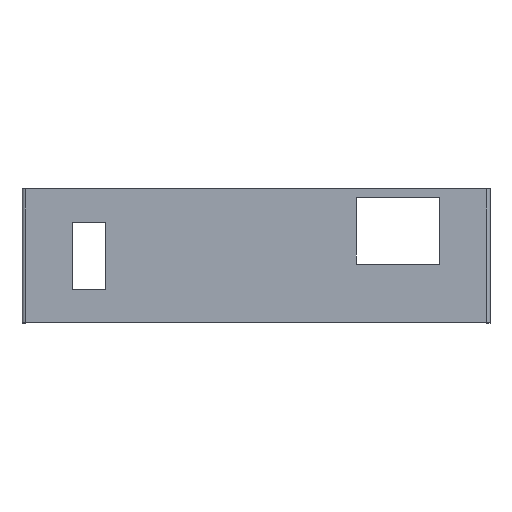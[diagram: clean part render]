
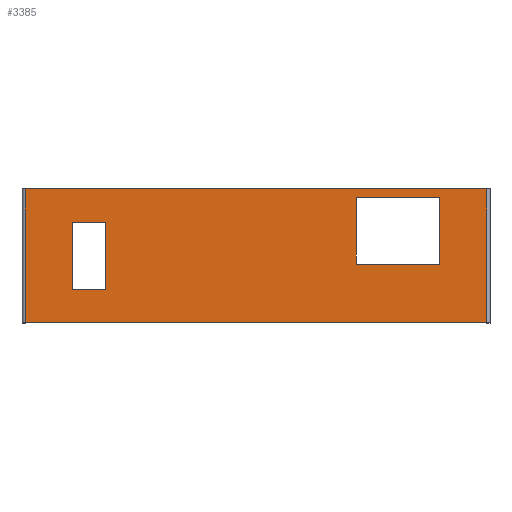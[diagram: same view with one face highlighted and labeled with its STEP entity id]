
A CAD part, top view. The second image highlights one B-rep face of the part: STEP entity #3385.
In plain terms, the highlighted planar face has unit normal (0, 0, 1).
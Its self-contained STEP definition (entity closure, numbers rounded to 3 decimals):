
#1215=CARTESIAN_POINT('POINT86',(-80.,75.,170.));
#1216=VERTEX_POINT('VERTEX86',#1215);
#1225=CARTESIAN_POINT('POINT88',(-80.,35.,170.));
#1226=VERTEX_POINT('VERTEX88',#1225);
#1227=CARTESIAN_POINT('POS154',(-80.,75.,170.));
#1228=DIRECTION('DIR207',(0.,-1.,0.));
#1229=VECTOR('VEC101',#1228,1.);
#1230=LINE('STRAIGHT101',#1227,#1229);
#1231=EDGE_CURVE('EDGE117',#1216,#1226,#1230,.T.);
#1256=CARTESIAN_POINT('POINT90',(-30.,35.,170.));
#1257=VERTEX_POINT('VERTEX90',#1256);
#1258=CARTESIAN_POINT('POS158',(-80.,35.,170.));
#1259=DIRECTION('DIR212',(1.,0.,0.));
#1260=VECTOR('VEC104',#1259,1.);
#1261=LINE('STRAIGHT104',#1258,#1260);
#1262=EDGE_CURVE('EDGE120',#1226,#1257,#1261,.T.);
#1302=CARTESIAN_POINT('POINT94',(-30.,75.,170.));
#1303=VERTEX_POINT('VERTEX94',#1302);
#1319=CARTESIAN_POINT('POS166',(-30.,35.,170.));
#1320=DIRECTION('DIR221',(0.,1.,0.));
#1321=VECTOR('VEC111',#1320,1.);
#1322=LINE('STRAIGHT111',#1319,#1321);
#1323=EDGE_CURVE('EDGE127',#1257,#1303,#1322,.T.);
#1341=CARTESIAN_POINT('POS169',(-30.,75.,170.));
#1342=DIRECTION('DIR225',(-1.,0.,0.));
#1343=VECTOR('VEC113',#1342,1.);
#1344=LINE('STRAIGHT113',#1341,#1343);
#1345=EDGE_CURVE('EDGE129',#1303,#1216,#1344,.T.);
#1362=CARTESIAN_POINT('POINT96',(-250.,60.,170.));
#1363=VERTEX_POINT('VERTEX96',#1362);
#1372=CARTESIAN_POINT('POINT98',(-250.,20.,170.));
#1373=VERTEX_POINT('VERTEX98',#1372);
#1374=CARTESIAN_POINT('POS173',(-250.,60.,170.));
#1375=DIRECTION('DIR230',(0.,-1.,0.));
#1376=VECTOR('VEC116',#1375,1.);
#1377=LINE('STRAIGHT116',#1374,#1376);
#1378=EDGE_CURVE('EDGE132',#1363,#1373,#1377,.T.);
#1403=CARTESIAN_POINT('POINT100',(-230.,20.,170.));
#1404=VERTEX_POINT('VERTEX100',#1403);
#1405=CARTESIAN_POINT('POS177',(-250.,20.,170.));
#1406=DIRECTION('DIR235',(1.,0.,0.));
#1407=VECTOR('VEC119',#1406,1.);
#1408=LINE('STRAIGHT119',#1405,#1407);
#1409=EDGE_CURVE('EDGE135',#1373,#1404,#1408,.T.);
#1434=CARTESIAN_POINT('POINT102',(-230.,60.,170.));
#1435=VERTEX_POINT('VERTEX102',#1434);
#1436=CARTESIAN_POINT('POS181',(-230.,20.,170.));
#1437=DIRECTION('DIR240',(0.,1.,0.));
#1438=VECTOR('VEC122',#1437,1.);
#1439=LINE('STRAIGHT122',#1436,#1438);
#1440=EDGE_CURVE('EDGE138',#1404,#1435,#1439,.T.);
#1465=CARTESIAN_POINT('POS185',(-230.,60.,170.));
#1466=DIRECTION('DIR245',(-1.,0.,0.));
#1467=VECTOR('VEC125',#1466,1.);
#1468=LINE('STRAIGHT125',#1465,#1467);
#1469=EDGE_CURVE('EDGE141',#1435,#1363,#1468,.T.);
#2562=CARTESIAN_POINT('POINT179',(-278.,80.,170.));
#2563=VERTEX_POINT('VERTEX179',#2562);
#2571=CARTESIAN_POINT('POINT180',(-2.,80.,170.));
#2572=VERTEX_POINT('VERTEX180',#2571);
#2573=CARTESIAN_POINT('POS326',(-278.,80.,170.));
#2574=DIRECTION('DIR426',(1.,0.,0.));
#2575=VECTOR('VEC226',#2574,1.);
#2576=LINE('STRAIGHT226',#2573,#2575);
#2577=EDGE_CURVE('EDGE251',#2563,#2572,#2576,.T.);
#3327=CARTESIAN_POINT('POINT205',(-278.,0.,170.));
#3328=VERTEX_POINT('VERTEX205',#3327);
#3336=CARTESIAN_POINT('POS404',(-278.,0.,170.));
#3337=DIRECTION('DIR529',(0.,1.,0.));
#3338=VECTOR('VEC279',#3337,1.);
#3339=LINE('STRAIGHT279',#3336,#3338);
#3340=EDGE_CURVE('EDGE306',#3328,#2563,#3339,.T.);
#3350=CARTESIAN_POINT('POINT206',(-2.,0.,170.));
#3351=VERTEX_POINT('VERTEX206',#3350);
#3352=CARTESIAN_POINT('POS406',(-2.,0.,170.));
#3353=DIRECTION('DIR532',(0.,1.,0.));
#3354=VECTOR('VEC280',#3353,1.);
#3355=LINE('STRAIGHT280',#3352,#3354);
#3356=EDGE_CURVE('EDGE307',#3351,#2572,#3355,.T.);
#3357=ORIENTED_EDGE('COEDGE547',*,*,#3356,.T.);
#3358=ORIENTED_EDGE('COEDGE548',*,*,#2577,.F.);
#3359=ORIENTED_EDGE('COEDGE549',*,*,#3340,.F.);
#3360=CARTESIAN_POINT('POS407',(-278.,0.,170.));
#3361=DIRECTION('DIR533',(1.,0.,0.));
#3362=VECTOR('VEC281',#3361,1.);
#3363=LINE('STRAIGHT281',#3360,#3362);
#3364=EDGE_CURVE('EDGE308',#3328,#3351,#3363,.T.);
#3365=ORIENTED_EDGE('COEDGE550',*,*,#3364,.T.);
#3366=EDGE_LOOP('NONE',(#3357,#3358,#3359,#3365));
#3367=FACE_BOUND('LOOP1',#3366,.T.);
#3368=ORIENTED_EDGE('COEDGE551',*,*,#1469,.F.);
#3369=ORIENTED_EDGE('COEDGE552',*,*,#1440,.F.);
#3370=ORIENTED_EDGE('COEDGE553',*,*,#1409,.F.);
#3371=ORIENTED_EDGE('COEDGE554',*,*,#1378,.F.);
#3372=EDGE_LOOP('NONE',(#3368,#3369,#3370,#3371));
#3373=FACE_BOUND('LOOP1',#3372,.T.);
#3374=ORIENTED_EDGE('COEDGE555',*,*,#1345,.F.);
#3375=ORIENTED_EDGE('COEDGE556',*,*,#1323,.F.);
#3376=ORIENTED_EDGE('COEDGE557',*,*,#1262,.F.);
#3377=ORIENTED_EDGE('COEDGE558',*,*,#1231,.F.);
#3378=EDGE_LOOP('NONE',(#3374,#3375,#3376,#3377));
#3379=FACE_BOUND('LOOP1',#3378,.T.);
#3380=CARTESIAN_POINT('POS408',(-280.,0.,170.));
#3381=DIRECTION('DIR534',(0.,0.,1.));
#3382=DIRECTION('DIR535',(1.,0.,0.));
#3383=AXIS2_PLACEMENT_3D('AXIS127',#3380,#3381,#3382);
#3384=PLANE('PLANE87',#3383);
#3385=ADVANCED_FACE('FACE100',(#3367,#3373,#3379),#3384,.T.);
